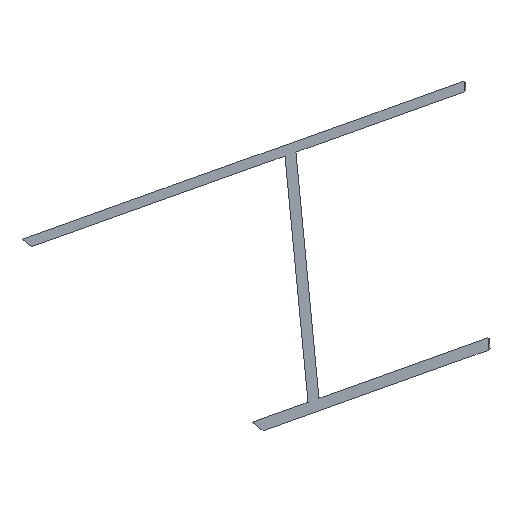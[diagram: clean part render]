
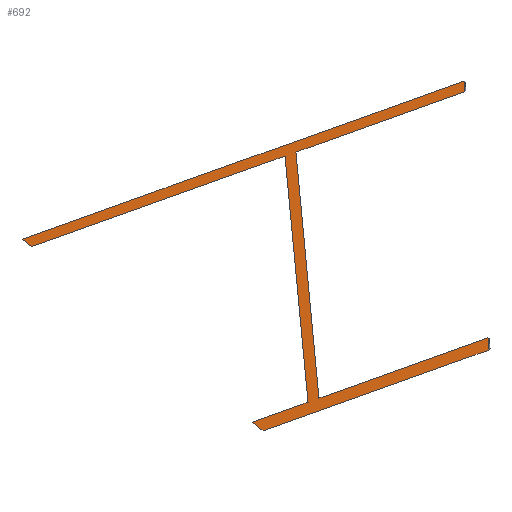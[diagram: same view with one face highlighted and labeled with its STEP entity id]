
A CAD part, top view. The second image highlights one B-rep face of the part: STEP entity #692.
In plain terms, the highlighted planar face has unit normal (0, 0, 1).
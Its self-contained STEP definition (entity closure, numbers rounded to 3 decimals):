
#660=AXIS2_PLACEMENT_3D('Plane Axis2P3D',#657,#658,#659) ;
#49=CARTESIAN_POINT('Vertex',(31.707,103.213,17.005)) ;
#52=CARTESIAN_POINT('Line Origine',(14.624,97.107,17.006)) ;
#56=CARTESIAN_POINT('Vertex',(-2.459,91.001,17.006)) ;
#89=CARTESIAN_POINT('Control Point',(-2.459,91.001,17.006)) ;
#90=CARTESIAN_POINT('Control Point',(-4.096,92.302,17.006)) ;
#91=CARTESIAN_POINT('Vertex',(-4.096,92.302,17.006)) ;
#121=CARTESIAN_POINT('Line Origine',(0.123,93.81,17.006)) ;
#125=CARTESIAN_POINT('Vertex',(4.342,95.318,17.006)) ;
#152=CARTESIAN_POINT('Line Origine',(2.601,113.925,17.004)) ;
#156=CARTESIAN_POINT('Vertex',(0.859,132.532,17.003)) ;
#183=CARTESIAN_POINT('Line Origine',(-18.309,125.68,17.003)) ;
#187=CARTESIAN_POINT('Vertex',(-37.477,118.829,17.003)) ;
#234=CARTESIAN_POINT('Control Point',(-38.905,119.964,17.003)) ;
#235=CARTESIAN_POINT('Control Point',(-37.477,118.829,17.003)) ;
#236=CARTESIAN_POINT('Vertex',(-38.905,119.964,17.003)) ;
#259=CARTESIAN_POINT('Line Origine',(-28.1,123.826,17.003)) ;
#263=CARTESIAN_POINT('Vertex',(-17.295,127.689,17.003)) ;
#307=CARTESIAN_POINT('Vertex',(-15.642,128.279,17.003)) ;
#315=CARTESIAN_POINT('Control Point',(-15.642,128.279,17.003)) ;
#316=CARTESIAN_POINT('Control Point',(-17.295,127.689,17.003)) ;
#337=CARTESIAN_POINT('Line Origine',(-0.954,133.529,17.003)) ;
#341=CARTESIAN_POINT('Vertex',(13.734,138.779,17.002)) ;
#378=CARTESIAN_POINT('Vertex',(15.386,139.37,17.002)) ;
#386=CARTESIAN_POINT('Control Point',(15.386,139.37,17.002)) ;
#387=CARTESIAN_POINT('Control Point',(13.734,138.779,17.002)) ;
#408=CARTESIAN_POINT('Line Origine',(21.645,141.607,17.002)) ;
#412=CARTESIAN_POINT('Vertex',(27.905,143.845,17.002)) ;
#490=CARTESIAN_POINT('Control Point',(27.905,143.845,17.002)) ;
#491=CARTESIAN_POINT('Control Point',(27.98,143.048,17.002)) ;
#492=CARTESIAN_POINT('Control Point',(28.054,142.252,17.002)) ;
#493=CARTESIAN_POINT('Vertex',(28.054,142.252,17.002)) ;
#514=CARTESIAN_POINT('Line Origine',(15.283,137.687,17.002)) ;
#518=CARTESIAN_POINT('Vertex',(2.512,133.123,17.003)) ;
#642=CARTESIAN_POINT('Vertex',(31.537,105.038,17.005)) ;
#646=CARTESIAN_POINT('Control Point',(31.537,105.038,17.005)) ;
#647=CARTESIAN_POINT('Control Point',(31.622,104.126,17.005)) ;
#648=CARTESIAN_POINT('Control Point',(31.707,103.213,17.005)) ;
#657=CARTESIAN_POINT('Axis2P3D Location',(4.903,114.708,17.004)) ;
#662=CARTESIAN_POINT('Line Origine',(18.766,100.473,17.005)) ;
#666=CARTESIAN_POINT('Vertex',(5.995,95.908,17.006)) ;
#669=CARTESIAN_POINT('Line Origine',(4.253,114.515,17.004)) ;
#53=DIRECTION('Vector Direction',(0.942,0.337,0.)) ;
#122=DIRECTION('Vector Direction',(-0.942,-0.337,0.)) ;
#153=DIRECTION('Vector Direction',(0.093,-0.996,0.)) ;
#184=DIRECTION('Vector Direction',(0.942,0.337,0.)) ;
#260=DIRECTION('Vector Direction',(-0.942,-0.337,0.)) ;
#338=DIRECTION('Vector Direction',(-0.942,-0.337,0.)) ;
#409=DIRECTION('Vector Direction',(-0.942,-0.337,0.)) ;
#515=DIRECTION('Vector Direction',(0.942,0.337,0.)) ;
#658=DIRECTION('Axis2P3D Direction',(0.,0.,-1.)) ;
#659=DIRECTION('Axis2P3D XDirection',(0.999,-0.043,0.)) ;
#663=DIRECTION('Vector Direction',(-0.942,-0.337,0.)) ;
#670=DIRECTION('Vector Direction',(0.093,-0.996,0.)) ;
#54=VECTOR('Line Direction',#53,1.) ;
#123=VECTOR('Line Direction',#122,1.) ;
#154=VECTOR('Line Direction',#153,1.) ;
#185=VECTOR('Line Direction',#184,1.) ;
#261=VECTOR('Line Direction',#260,1.) ;
#339=VECTOR('Line Direction',#338,1.) ;
#410=VECTOR('Line Direction',#409,1.) ;
#516=VECTOR('Line Direction',#515,1.) ;
#664=VECTOR('Line Direction',#663,1.) ;
#671=VECTOR('Line Direction',#670,1.) ;
#675=ORIENTED_EDGE('',*,*,#158,.T.) ;
#676=ORIENTED_EDGE('',*,*,#127,.T.) ;
#677=ORIENTED_EDGE('',*,*,#93,.F.) ;
#678=ORIENTED_EDGE('',*,*,#58,.T.) ;
#679=ORIENTED_EDGE('',*,*,#649,.F.) ;
#680=ORIENTED_EDGE('',*,*,#668,.T.) ;
#681=ORIENTED_EDGE('',*,*,#673,.F.) ;
#682=ORIENTED_EDGE('',*,*,#520,.T.) ;
#683=ORIENTED_EDGE('',*,*,#495,.F.) ;
#684=ORIENTED_EDGE('',*,*,#414,.T.) ;
#685=ORIENTED_EDGE('',*,*,#388,.T.) ;
#686=ORIENTED_EDGE('',*,*,#343,.T.) ;
#687=ORIENTED_EDGE('',*,*,#317,.T.) ;
#688=ORIENTED_EDGE('',*,*,#265,.T.) ;
#689=ORIENTED_EDGE('',*,*,#238,.T.) ;
#690=ORIENTED_EDGE('',*,*,#189,.T.) ;
#692=ADVANCED_FACE('\X2\51E04F554F53\X0\.3',(#691),#661,.F.) ;
#88=B_SPLINE_CURVE_WITH_KNOTS('',1,(#89,#90),.UNSPECIFIED.,.F.,.U.,(2,2),(-1.045,1.045),.UNSPECIFIED.) ;
#233=B_SPLINE_CURVE_WITH_KNOTS('',1,(#234,#235),.UNSPECIFIED.,.F.,.U.,(2,2),(-0.912,0.912),.UNSPECIFIED.) ;
#314=B_SPLINE_CURVE_WITH_KNOTS('',1,(#315,#316),.UNSPECIFIED.,.F.,.U.,(2,2),(0.,1.744),.UNSPECIFIED.) ;
#385=B_SPLINE_CURVE_WITH_KNOTS('',1,(#386,#387),.UNSPECIFIED.,.F.,.U.,(2,2),(0.,1.744),.UNSPECIFIED.) ;
#489=B_SPLINE_CURVE_WITH_KNOTS('',2,(#490,#491,#492),.UNSPECIFIED.,.F.,.U.,(3,3),(0.,2.091),.UNSPECIFIED.) ;
#645=B_SPLINE_CURVE_WITH_KNOTS('',2,(#646,#647,#648),.UNSPECIFIED.,.F.,.U.,(3,3),(-0.79,0.79),.UNSPECIFIED.) ;
#58=EDGE_CURVE('',#57,#50,#55,.T.) ;
#93=EDGE_CURVE('',#57,#92,#88,.T.) ;
#127=EDGE_CURVE('',#126,#92,#124,.T.) ;
#158=EDGE_CURVE('',#157,#126,#155,.T.) ;
#189=EDGE_CURVE('',#188,#157,#186,.T.) ;
#238=EDGE_CURVE('',#237,#188,#233,.T.) ;
#265=EDGE_CURVE('',#264,#237,#262,.T.) ;
#317=EDGE_CURVE('',#308,#264,#314,.T.) ;
#343=EDGE_CURVE('',#342,#308,#340,.T.) ;
#388=EDGE_CURVE('',#379,#342,#385,.T.) ;
#414=EDGE_CURVE('',#413,#379,#411,.T.) ;
#495=EDGE_CURVE('',#413,#494,#489,.T.) ;
#520=EDGE_CURVE('',#519,#494,#517,.T.) ;
#649=EDGE_CURVE('',#643,#50,#645,.T.) ;
#668=EDGE_CURVE('',#643,#667,#665,.T.) ;
#673=EDGE_CURVE('',#519,#667,#672,.T.) ;
#674=EDGE_LOOP('',(#675,#676,#677,#678,#679,#680,#681,#682,#683,#684,#685,#686,#687,#688,#689,#690)) ;
#691=FACE_OUTER_BOUND('',#674,.T.) ;
#55=LINE('Line',#52,#54) ;
#124=LINE('Line',#121,#123) ;
#155=LINE('Line',#152,#154) ;
#186=LINE('Line',#183,#185) ;
#262=LINE('Line',#259,#261) ;
#340=LINE('Line',#337,#339) ;
#411=LINE('Line',#408,#410) ;
#517=LINE('Line',#514,#516) ;
#665=LINE('Line',#662,#664) ;
#672=LINE('Line',#669,#671) ;
#661=PLANE('',#660) ;
#50=VERTEX_POINT('',#49) ;
#57=VERTEX_POINT('',#56) ;
#92=VERTEX_POINT('',#91) ;
#126=VERTEX_POINT('',#125) ;
#157=VERTEX_POINT('',#156) ;
#188=VERTEX_POINT('',#187) ;
#237=VERTEX_POINT('',#236) ;
#264=VERTEX_POINT('',#263) ;
#308=VERTEX_POINT('',#307) ;
#342=VERTEX_POINT('',#341) ;
#379=VERTEX_POINT('',#378) ;
#413=VERTEX_POINT('',#412) ;
#494=VERTEX_POINT('',#493) ;
#519=VERTEX_POINT('',#518) ;
#643=VERTEX_POINT('',#642) ;
#667=VERTEX_POINT('',#666) ;
